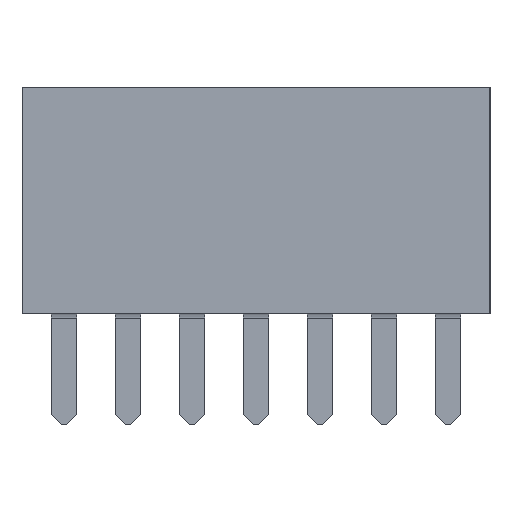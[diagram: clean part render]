
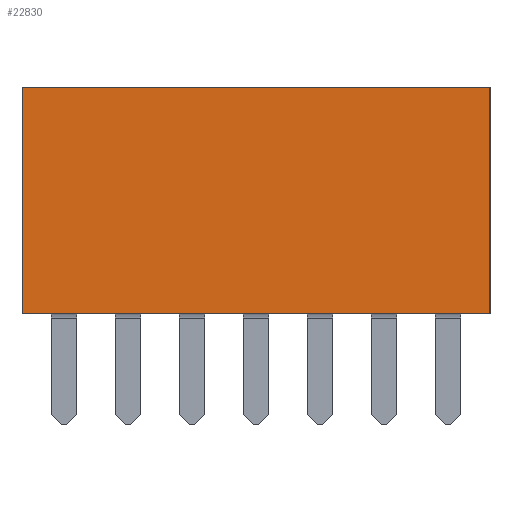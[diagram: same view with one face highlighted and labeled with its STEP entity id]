
A CAD part, front view. The second image highlights one B-rep face of the part: STEP entity #22830.
In plain terms, the highlighted face is planar.
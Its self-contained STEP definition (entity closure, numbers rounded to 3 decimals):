
#7480=ORIENTED_EDGE('',*,*,#11252,.T.);
#7481=ORIENTED_EDGE('',*,*,#11253,.T.);
#7482=ORIENTED_EDGE('',*,*,#11254,.T.);
#7483=ORIENTED_EDGE('',*,*,#11255,.T.);
#11252=EDGE_CURVE('',#13432,#13433,#15772,.T.);
#11253=EDGE_CURVE('',#13433,#13434,#15773,.T.);
#11254=EDGE_CURVE('',#13434,#13435,#15774,.T.);
#11255=EDGE_CURVE('',#13435,#13432,#15775,.T.);
#13432=VERTEX_POINT('',#38432);
#13433=VERTEX_POINT('',#38433);
#13434=VERTEX_POINT('',#38435);
#13435=VERTEX_POINT('',#38437);
#15772=LINE('',#38431,#18176);
#15773=LINE('',#38434,#18177);
#15774=LINE('',#38436,#18178);
#15775=LINE('',#38438,#18179);
#18176=VECTOR('',#31225,1000.);
#18177=VECTOR('',#31226,1000.);
#18178=VECTOR('',#31227,1000.);
#18179=VECTOR('',#31228,1000.);
#19468=EDGE_LOOP('',(#7480,#7481,#7482,#7483));
#20738=FACE_BOUND('',#19468,.T.);
#21588=PLANE('',#24970);
#22830=ADVANCED_FACE('',(#20738),#21588,.T.);
#24970=AXIS2_PLACEMENT_3D('',#38430,#31223,#31224);
#31223=DIRECTION('',(0.,1.,0.));
#31224=DIRECTION('',(0.,0.,1.));
#31225=DIRECTION('',(0.,0.,1.));
#31226=DIRECTION('',(1.,0.,0.));
#31227=DIRECTION('',(0.,0.,-1.));
#31228=DIRECTION('',(-1.,0.,0.));
#38430=CARTESIAN_POINT('',(0.,1.5,0.));
#38431=CARTESIAN_POINT('',(-4.645,1.5,-2.25));
#38432=CARTESIAN_POINT('',(-4.645,1.5,-2.25));
#38433=CARTESIAN_POINT('',(-4.645,1.5,2.25));
#38434=CARTESIAN_POINT('',(-4.645,1.5,2.25));
#38435=CARTESIAN_POINT('',(4.645,1.5,2.25));
#38436=CARTESIAN_POINT('',(4.645,1.5,2.25));
#38437=CARTESIAN_POINT('',(4.645,1.5,-2.25));
#38438=CARTESIAN_POINT('',(4.645,1.5,-2.25));
